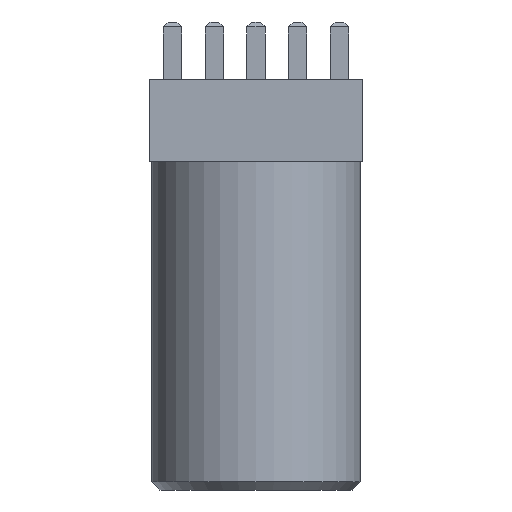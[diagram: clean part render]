
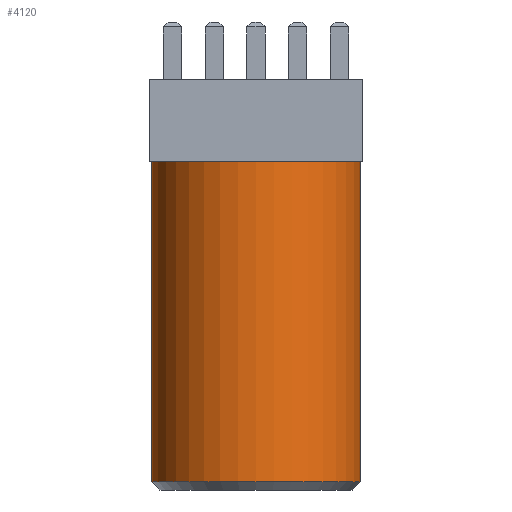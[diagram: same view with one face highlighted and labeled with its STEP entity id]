
A CAD part, front view. The second image highlights one B-rep face of the part: STEP entity #4120.
In plain terms, the highlighted cylindrical face has radius 6.35 mm (diameter 12.7 mm), a partial arc.
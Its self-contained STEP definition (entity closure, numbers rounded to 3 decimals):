
#2081 = EDGE_LOOP ( 'NONE', ( #3175, #3176, #3177, #3178 ) ) ;
#2292 = VERTEX_POINT ( 'NONE', #2555 ) ;
#2297 = VERTEX_POINT ( 'NONE', #2560 ) ;
#2300 = VERTEX_POINT ( 'NONE', #2563 ) ;
#2304 = VERTEX_POINT ( 'NONE', #2567 ) ;
#2555 = CARTESIAN_POINT ( 'NONE',  ( 6.35, 0., 20. ) ) ;
#2560 = CARTESIAN_POINT ( 'NONE',  ( -6.35, 0., 20. ) ) ;
#2563 = CARTESIAN_POINT ( 'NONE',  ( -6.35, 0., 0.5 ) ) ;
#2567 = CARTESIAN_POINT ( 'NONE',  ( 6.35, 0., 0.5 ) ) ;
#2872 = LINE ( 'NONE', #2873, #3391 ) ;
#2873 = CARTESIAN_POINT ( 'NONE',  ( -6.35, 0., 0. ) ) ;
#2874 = DIRECTION ( 'NONE',  ( 0., 0., 1. ) ) ;
#2889 = LINE ( 'NONE', #2890, #3396 ) ;
#2890 = CARTESIAN_POINT ( 'NONE',  ( 6.35, 0., 0. ) ) ;
#2891 = DIRECTION ( 'NONE',  ( 0., 0., 1. ) ) ;
#2930 = CARTESIAN_POINT ( 'NONE',  ( 0., 0., 20. ) ) ;
#2931 = DIRECTION ( 'NONE',  ( 0., 0., -1. ) ) ;
#2932 = DIRECTION ( 'NONE',  ( -1., 0., 0. ) ) ;
#3175 = ORIENTED_EDGE ( 'NONE', *, *, #4093, .F. ) ;
#3176 = ORIENTED_EDGE ( 'NONE', *, *, #4121, .T. ) ;
#3177 = ORIENTED_EDGE ( 'NONE', *, *, #4097, .T. ) ;
#3178 = ORIENTED_EDGE ( 'NONE', *, *, #4107, .T. ) ;
#3382 = CIRCLE ( 'NONE', #3393, 6.35 ) ;
#3391 = VECTOR ( 'NONE', #2874, 1000. ) ;
#3393 = AXIS2_PLACEMENT_3D ( 'NONE', #2930, #2931, #2932 ) ;
#3396 = VECTOR ( 'NONE', #2891, 1000. ) ;
#3406 = AXIS2_PLACEMENT_3D ( 'NONE', #4542, #4543, #4544 ) ;
#3421 = CIRCLE ( 'NONE', #3406, 6.35 ) ;
#3422 = AXIS2_PLACEMENT_3D ( 'NONE', #4536, #4537, #4538 ) ;
#4093 = EDGE_CURVE ( 'NONE', #2300, #2297, #2872, .T. ) ;
#4097 = EDGE_CURVE ( 'NONE', #2304, #2292, #2889, .T. ) ;
#4107 = EDGE_CURVE ( 'NONE', #2292, #2297, #3382, .T. ) ;
#4120 = ADVANCED_FACE ( 'NONE', ( #4532 ), #5080, .T. ) ;
#4121 = EDGE_CURVE ( 'NONE', #2300, #2304, #3421, .T. ) ;
#4532 = FACE_OUTER_BOUND ( 'NONE', #2081, .T. ) ;
#4536 = CARTESIAN_POINT ( 'NONE',  ( 0., 0., 0. ) ) ;
#4537 = DIRECTION ( 'NONE',  ( 0., 0., 1. ) ) ;
#4538 = DIRECTION ( 'NONE',  ( 1., 0., 0. ) ) ;
#4542 = CARTESIAN_POINT ( 'NONE',  ( 0., 0., 0.5 ) ) ;
#4543 = DIRECTION ( 'NONE',  ( 0., 0., 1. ) ) ;
#4544 = DIRECTION ( 'NONE',  ( -1., 0., 0. ) ) ;
#5080 = CYLINDRICAL_SURFACE ( 'NONE', #3422, 6.35 ) ;
